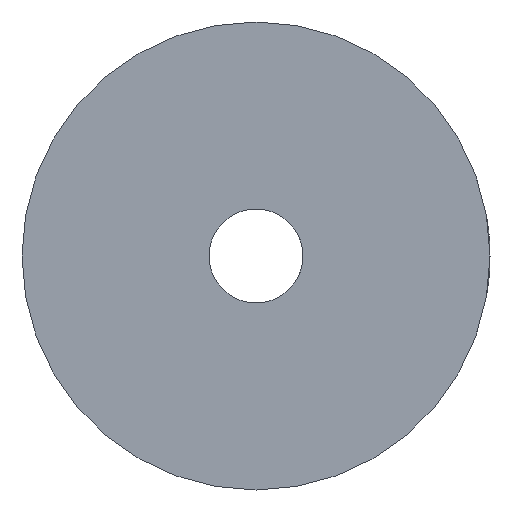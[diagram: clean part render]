
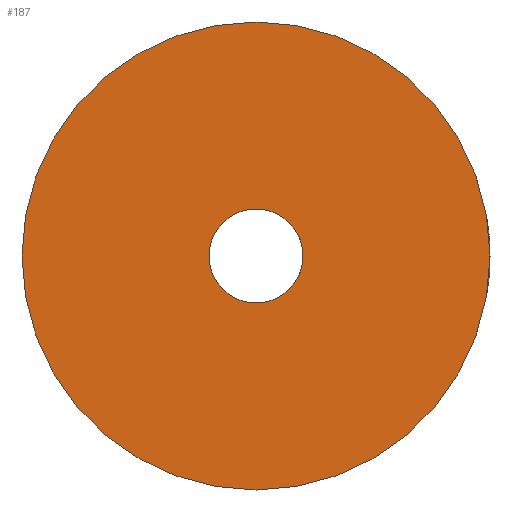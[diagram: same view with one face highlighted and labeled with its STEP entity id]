
A CAD part, left-side view. The second image highlights one B-rep face of the part: STEP entity #187.
In plain terms, the highlighted planar face has unit normal (-1, 0, 0).
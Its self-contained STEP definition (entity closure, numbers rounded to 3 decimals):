
#15=PLANE('',#230);
#23=FACE_BOUND('',#58,.T.);
#27=CIRCLE('',#218,5.02);
#36=CIRCLE('',#231,25.);
#45=FACE_OUTER_BOUND('',#57,.T.);
#57=EDGE_LOOP('',(#157));
#58=EDGE_LOOP('',(#158));
#91=VERTEX_POINT('',#380);
#99=VERTEX_POINT('',#404);
#109=EDGE_CURVE('',#91,#91,#27,.T.);
#121=EDGE_CURVE('',#99,#99,#36,.T.);
#157=ORIENTED_EDGE('',*,*,#121,.F.);
#158=ORIENTED_EDGE('',*,*,#109,.T.);
#187=ADVANCED_FACE('',(#45,#23),#15,.T.);
#218=AXIS2_PLACEMENT_3D('',#381,#247,#248);
#230=AXIS2_PLACEMENT_3D('',#403,#274,#275);
#231=AXIS2_PLACEMENT_3D('',#405,#276,#277);
#247=DIRECTION('center_axis',(1.,0.,0.));
#248=DIRECTION('ref_axis',(0.,0.,1.));
#274=DIRECTION('center_axis',(-1.,0.,0.));
#275=DIRECTION('ref_axis',(0.,0.,1.));
#276=DIRECTION('center_axis',(1.,0.,0.));
#277=DIRECTION('ref_axis',(0.,0.,-1.));
#380=CARTESIAN_POINT('',(-32.5,0.,-5.02));
#381=CARTESIAN_POINT('Origin',(-32.5,0.,0.));
#403=CARTESIAN_POINT('Origin',(-32.5,25.,0.));
#404=CARTESIAN_POINT('',(-32.5,-25.,0.));
#405=CARTESIAN_POINT('Origin',(-32.5,0.,0.));
